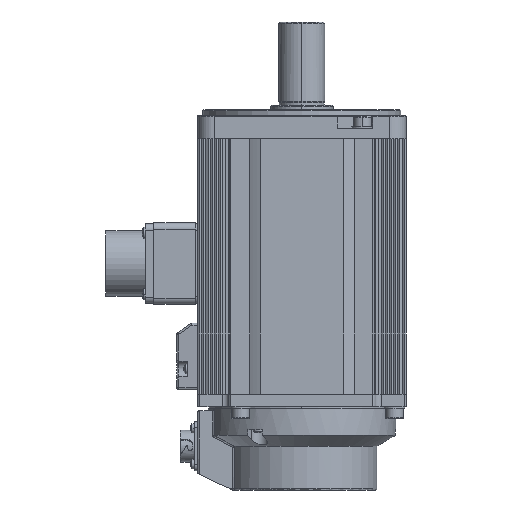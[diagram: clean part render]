
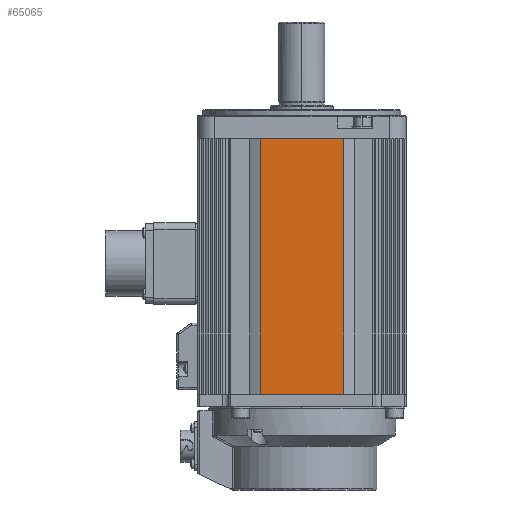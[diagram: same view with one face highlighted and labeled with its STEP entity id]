
A CAD part, front view. The second image highlights one B-rep face of the part: STEP entity #65065.
In plain terms, the highlighted planar face has unit normal (0, -1, 0).
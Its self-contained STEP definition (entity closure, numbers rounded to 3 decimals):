
#1205 = DIRECTION ( 'NONE',  ( 1., 0., 0. ) ) ;
#5490 = ORIENTED_EDGE ( 'NONE', *, *, #67353, .F. ) ;
#6994 = VECTOR ( 'NONE', #28293, 1000. ) ;
#8079 = DIRECTION ( 'NONE',  ( 1., 0., 0. ) ) ;
#9409 = LINE ( 'NONE', #20456, #6994 ) ;
#11475 = VERTEX_POINT ( 'NONE', #62020 ) ;
#13582 = DIRECTION ( 'NONE',  ( 0., -1., 0. ) ) ;
#16260 = CARTESIAN_POINT ( 'NONE',  ( -50., -50., -72.4 ) ) ;
#16295 = ORIENTED_EDGE ( 'NONE', *, *, #81043, .F. ) ;
#16988 = CARTESIAN_POINT ( 'NONE',  ( -20., -50., -72.4 ) ) ;
#18869 = ORIENTED_EDGE ( 'NONE', *, *, #39431, .T. ) ;
#20456 = CARTESIAN_POINT ( 'NONE',  ( -20., -50., -72.4 ) ) ;
#21217 = VECTOR ( 'NONE', #8079, 1000. ) ;
#28293 = DIRECTION ( 'NONE',  ( 0., 0., -1. ) ) ;
#28482 = FACE_OUTER_BOUND ( 'NONE', #86692, .T. ) ;
#28936 = LINE ( 'NONE', #31929, #68068 ) ;
#30454 = VERTEX_POINT ( 'NONE', #16988 ) ;
#31929 = CARTESIAN_POINT ( 'NONE',  ( 0., -50., 50. ) ) ;
#32725 = CARTESIAN_POINT ( 'NONE',  ( 20., -50., -72.4 ) ) ;
#39431 = EDGE_CURVE ( 'NONE', #30454, #67037, #81108, .T. ) ;
#40758 = ORIENTED_EDGE ( 'NONE', *, *, #95556, .T. ) ;
#42748 = VERTEX_POINT ( 'NONE', #69778 ) ;
#44358 = PLANE ( 'NONE',  #99191 ) ;
#46257 = LINE ( 'NONE', #32725, #87796 ) ;
#50836 = CARTESIAN_POINT ( 'NONE',  ( 20., -50., -72.4 ) ) ;
#60433 = CARTESIAN_POINT ( 'NONE',  ( -50., -50., -72.4 ) ) ;
#62020 = CARTESIAN_POINT ( 'NONE',  ( -20., -50., 50. ) ) ;
#65065 = ADVANCED_FACE ( 'NONE', ( #28482 ), #44358, .T. ) ;
#67037 = VERTEX_POINT ( 'NONE', #50836 ) ;
#67353 = EDGE_CURVE ( 'NONE', #11475, #42748, #28936, .T. ) ;
#68068 = VECTOR ( 'NONE', #1205, 1000. ) ;
#68317 = DIRECTION ( 'NONE',  ( 0., 0., -1. ) ) ;
#69778 = CARTESIAN_POINT ( 'NONE',  ( 20., -50., 50. ) ) ;
#81043 = EDGE_CURVE ( 'NONE', #42748, #67037, #46257, .T. ) ;
#81108 = LINE ( 'NONE', #16260, #21217 ) ;
#86692 = EDGE_LOOP ( 'NONE', ( #5490, #40758, #18869, #16295 ) ) ;
#87381 = DIRECTION ( 'NONE',  ( 0., 0., -1. ) ) ;
#87796 = VECTOR ( 'NONE', #87381, 1000. ) ;
#95556 = EDGE_CURVE ( 'NONE', #11475, #30454, #9409, .T. ) ;
#99191 = AXIS2_PLACEMENT_3D ( 'NONE', #60433, #13582, #68317 ) ;
